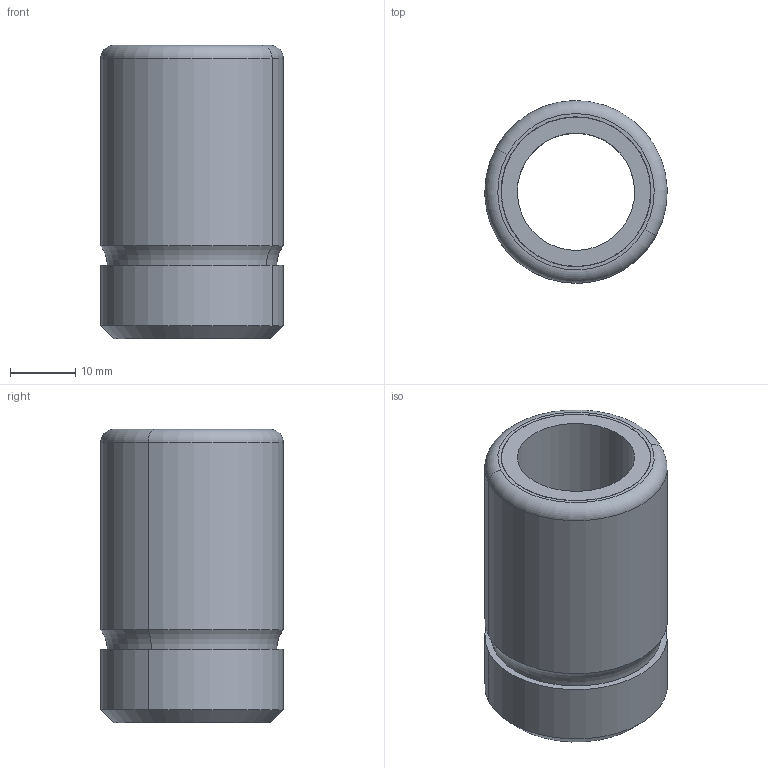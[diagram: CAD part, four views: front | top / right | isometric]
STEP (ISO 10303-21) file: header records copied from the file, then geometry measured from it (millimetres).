
FILE_DESCRIPTION(('CATIA V5 STEP Exchange'),'2;1');
FILE_NAME('RDBB204.1845.stp','2017-07-02T22:48:04+00:00',('none'),('none'),'CATIA Version 5 Release 19 GA (IN-10)','CATIA V5 STEP AP203','none');
FILE_SCHEMA(('CONFIG_CONTROL_DESIGN'));
Length unit declared in the file: millimetre
Products named in the file (1): RDBB204.1845
Bounding box: 27.99 x 27.99 x 45 mm (x, y, z)
Volume: 14825 mm3; surface area: 11516.4 mm2
Topology: 1 solids, 1 shells, 24 faces, 51 edges, 37 vertices
Faces by surface type: cylinder 12, plane 6, torus 4, cone 2
Entity records: 631 total; most frequent: CARTESIAN_POINT 103, ORIENTED_EDGE 96, DIRECTION 79, AXIS2_PLACEMENT_3D 49, EDGE_CURVE 48, CIRCLE 34, EDGE_LOOP 30, VERTEX_POINT 30
